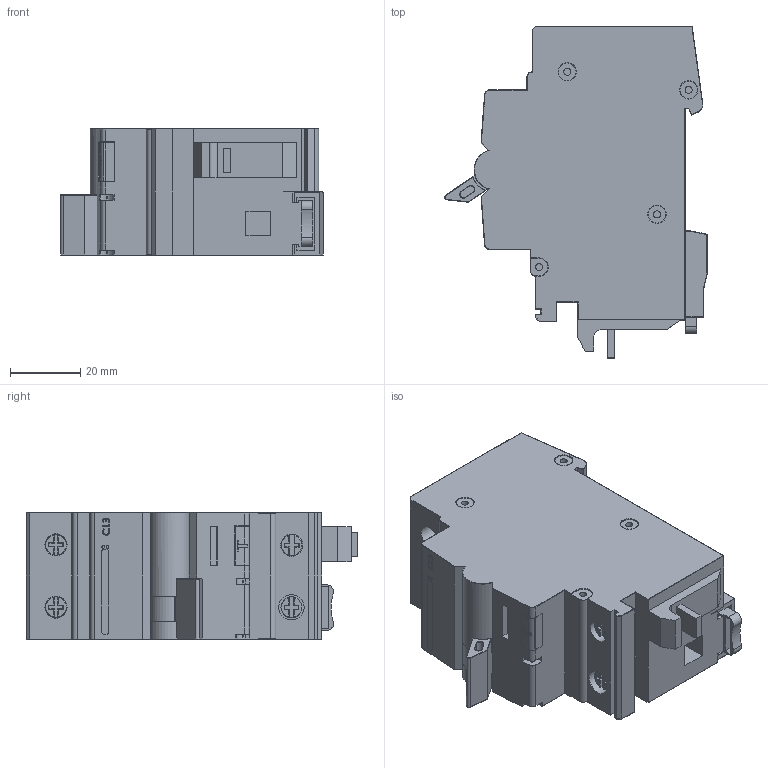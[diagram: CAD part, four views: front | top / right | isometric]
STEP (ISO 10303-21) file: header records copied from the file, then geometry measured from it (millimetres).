
FILE_DESCRIPTION(('FreeCAD Model'),'2;1');
FILE_NAME('Open CASCADE Shape Model','2021-09-30T22:31:10',(''),(''), 'Open CASCADE STEP processor 7.5','FreeCAD','Unknown');
FILE_SCHEMA(('AUTOMOTIVE_DESIGN { 1 0 10303 214 1 1 1 1 }'));
Length unit declared in the file: millimetre
Products named in the file (1): Pocket001
Bounding box: 74.63 x 94.3 x 36 mm (x, y, z)
Volume: 156532.5 mm3; surface area: 25898.5 mm2
Topology: 1 solids, 1 shells, 529 faces, 1287 edges, 797 vertices
Faces by surface type: plane 290, cylinder 150, extrusion 40, torus 33, cone 12, sphere 3, bspline 1
Full cylindrical faces by diameter (mm): 0.5 x2, 0.8 x2, 2 x4, 4.5 x4, 5 x7, 5.2 x1, 6 x4, 6.3 x3, 7.2 x1
Entity records: 35424 total; most frequent: CARTESIAN_POINT 8063, DIRECTION 4545, VECTOR 2815, LINE 2775, ORIENTED_EDGE 2566, PCURVE 2566, DEFINITIONAL_REPRESENTATION 2566, EDGE_CURVE 1283
